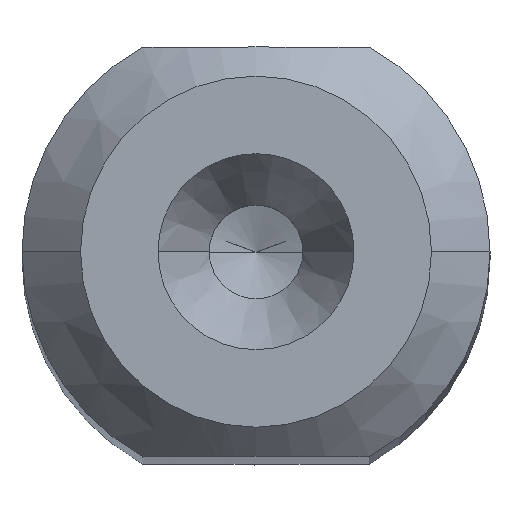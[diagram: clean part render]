
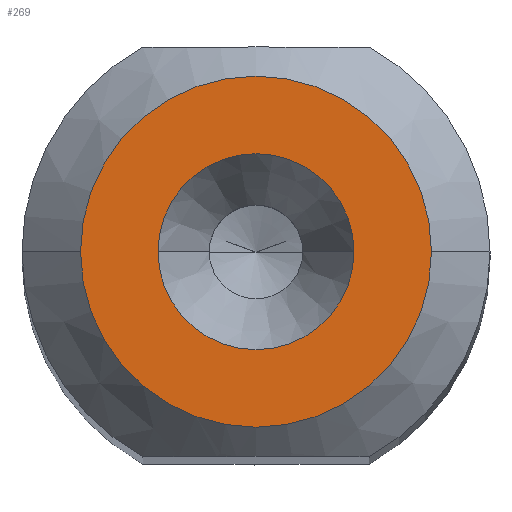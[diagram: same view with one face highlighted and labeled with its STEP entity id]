
A CAD part, top view. The second image highlights one B-rep face of the part: STEP entity #269.
In plain terms, the highlighted planar face has unit normal (0, 0, 1).
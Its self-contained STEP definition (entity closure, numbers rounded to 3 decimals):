
#54=FACE_BOUND('',#432,.T.);
#55=FACE_BOUND('',#433,.T.);
#93=PLANE('',#1534);
#269=ADVANCED_FACE('',(#54,#55),#93,.T.);
#432=EDGE_LOOP('',(#609,#610,#611,#612));
#433=EDGE_LOOP('',(#613,#614));
#609=ORIENTED_EDGE('',*,*,#1160,.T.);
#610=ORIENTED_EDGE('',*,*,#1158,.T.);
#611=ORIENTED_EDGE('',*,*,#1157,.T.);
#612=ORIENTED_EDGE('',*,*,#1161,.T.);
#613=ORIENTED_EDGE('',*,*,#1162,.T.);
#614=ORIENTED_EDGE('',*,*,#1163,.T.);
#1002=VERTEX_POINT('',#2247);
#1003=VERTEX_POINT('',#2249);
#1004=VERTEX_POINT('',#2251);
#1005=VERTEX_POINT('',#2255);
#1006=VERTEX_POINT('',#2259);
#1007=VERTEX_POINT('',#2260);
#1157=EDGE_CURVE('',#1003,#1002,#1358,.T.);
#1158=EDGE_CURVE('',#1004,#1003,#1359,.T.);
#1160=EDGE_CURVE('',#1005,#1004,#1360,.T.);
#1161=EDGE_CURVE('',#1002,#1005,#1361,.T.);
#1162=EDGE_CURVE('',#1006,#1007,#1362,.T.);
#1163=EDGE_CURVE('',#1007,#1006,#1363,.T.);
#1358=CIRCLE('',#1526,3.);
#1359=CIRCLE('',#1527,3.);
#1360=CIRCLE('',#1529,3.);
#1361=CIRCLE('',#1530,3.);
#1362=CIRCLE('',#1532,1.675);
#1363=CIRCLE('',#1533,1.675);
#1526=AXIS2_PLACEMENT_3D('',#2248,#1750,#1751);
#1527=AXIS2_PLACEMENT_3D('',#2250,#1752,#1753);
#1529=AXIS2_PLACEMENT_3D('',#2254,#1757,#1758);
#1530=AXIS2_PLACEMENT_3D('',#2256,#1759,#1760);
#1532=AXIS2_PLACEMENT_3D('',#2258,#1763,#1764);
#1533=AXIS2_PLACEMENT_3D('',#2261,#1765,#1766);
#1534=AXIS2_PLACEMENT_3D('',#2262,#1767,#1768);
#1750=DIRECTION('',(0.,0.,1.));
#1751=DIRECTION('',(0.,1.,0.));
#1752=DIRECTION('',(0.,0.,1.));
#1753=DIRECTION('',(1.,0.,0.));
#1757=DIRECTION('',(0.,0.,1.));
#1758=DIRECTION('',(0.,-1.,0.));
#1759=DIRECTION('',(0.,0.,1.));
#1760=DIRECTION('',(-1.,0.,0.));
#1763=DIRECTION('',(0.,0.,-1.));
#1764=DIRECTION('',(-1.,0.,0.));
#1765=DIRECTION('',(0.,0.,-1.));
#1766=DIRECTION('',(1.,0.,0.));
#1767=DIRECTION('',(0.,0.,1.));
#1768=DIRECTION('',(-1.,0.,0.));
#2247=CARTESIAN_POINT('',(-3.,0.,0.));
#2248=CARTESIAN_POINT('',(0.,0.,0.));
#2249=CARTESIAN_POINT('',(0.,3.,0.));
#2250=CARTESIAN_POINT('',(0.,0.,0.));
#2251=CARTESIAN_POINT('',(3.,0.,0.));
#2254=CARTESIAN_POINT('',(0.,0.,0.));
#2255=CARTESIAN_POINT('',(0.,-3.,0.));
#2256=CARTESIAN_POINT('',(0.,0.,0.));
#2258=CARTESIAN_POINT('',(0.,0.,0.));
#2259=CARTESIAN_POINT('',(-1.675,0.,0.));
#2260=CARTESIAN_POINT('',(1.675,0.,0.));
#2261=CARTESIAN_POINT('',(0.,0.,0.));
#2262=CARTESIAN_POINT('',(0.,0.,0.));
